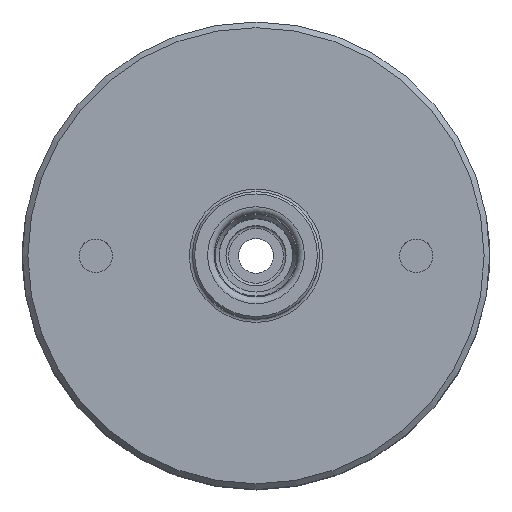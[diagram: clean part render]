
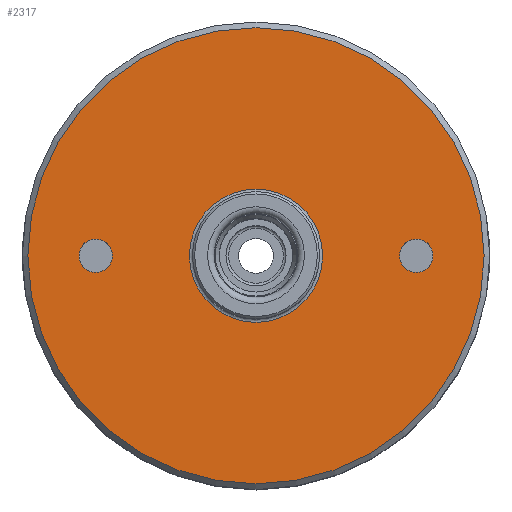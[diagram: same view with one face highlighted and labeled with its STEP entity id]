
A CAD part, top view. The second image highlights one B-rep face of the part: STEP entity #2317.
In plain terms, the highlighted planar face has unit normal (0, 0, 1).
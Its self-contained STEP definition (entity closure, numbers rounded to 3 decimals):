
#42=PLANE('',#2487);
#194=ORIENTED_EDGE('',*,*,#445,.F.);
#195=ORIENTED_EDGE('',*,*,#453,.F.);
#196=ORIENTED_EDGE('',*,*,#434,.T.);
#197=ORIENTED_EDGE('',*,*,#433,.T.);
#433=EDGE_CURVE('',#576,#576,#713,.T.);
#434=EDGE_CURVE('',#577,#577,#714,.T.);
#445=EDGE_CURVE('',#588,#588,#725,.T.);
#453=EDGE_CURVE('',#596,#596,#733,.T.);
#576=VERTEX_POINT('',#3249);
#577=VERTEX_POINT('',#3252);
#588=VERTEX_POINT('',#3284);
#596=VERTEX_POINT('',#3309);
#713=CIRCLE('',#2448,2.5);
#714=CIRCLE('',#2450,2.5);
#725=CIRCLE('',#2471,9.975);
#733=CIRCLE('',#2488,34.15);
#889=EDGE_LOOP('',(#194));
#890=EDGE_LOOP('',(#195));
#891=EDGE_LOOP('',(#196));
#892=EDGE_LOOP('',(#197));
#1149=FACE_BOUND('',#889,.T.);
#1150=FACE_BOUND('',#890,.T.);
#1151=FACE_BOUND('',#891,.T.);
#1152=FACE_BOUND('',#892,.T.);
#2317=ADVANCED_FACE('',(#1149,#1150,#1151,#1152),#42,.F.);
#2448=AXIS2_PLACEMENT_3D('',#3248,#2728,#2729);
#2450=AXIS2_PLACEMENT_3D('',#3251,#2732,#2733);
#2471=AXIS2_PLACEMENT_3D('',#3283,#2774,#2775);
#2487=AXIS2_PLACEMENT_3D('',#3307,#2806,#2807);
#2488=AXIS2_PLACEMENT_3D('',#3308,#2808,#2809);
#2728=DIRECTION('',(0.,0.,-1.));
#2729=DIRECTION('',(-1.,0.,0.));
#2732=DIRECTION('',(0.,0.,-1.));
#2733=DIRECTION('',(-1.,0.,0.));
#2774=DIRECTION('',(0.,0.,1.));
#2775=DIRECTION('',(1.,0.,0.));
#2806=DIRECTION('',(0.,0.,-1.));
#2807=DIRECTION('',(-1.,0.,0.));
#2808=DIRECTION('',(0.,0.,-1.));
#2809=DIRECTION('',(-1.,0.,0.));
#3248=CARTESIAN_POINT('',(24.,0.,31.));
#3249=CARTESIAN_POINT('',(21.5,0.,31.));
#3251=CARTESIAN_POINT('',(-24.,0.,31.));
#3252=CARTESIAN_POINT('',(-26.5,0.,31.));
#3283=CARTESIAN_POINT('',(0.,0.,31.));
#3284=CARTESIAN_POINT('',(9.975,0.,31.));
#3307=CARTESIAN_POINT('',(35.15,0.,31.));
#3308=CARTESIAN_POINT('',(0.,0.,31.));
#3309=CARTESIAN_POINT('',(-34.15,0.,31.));
